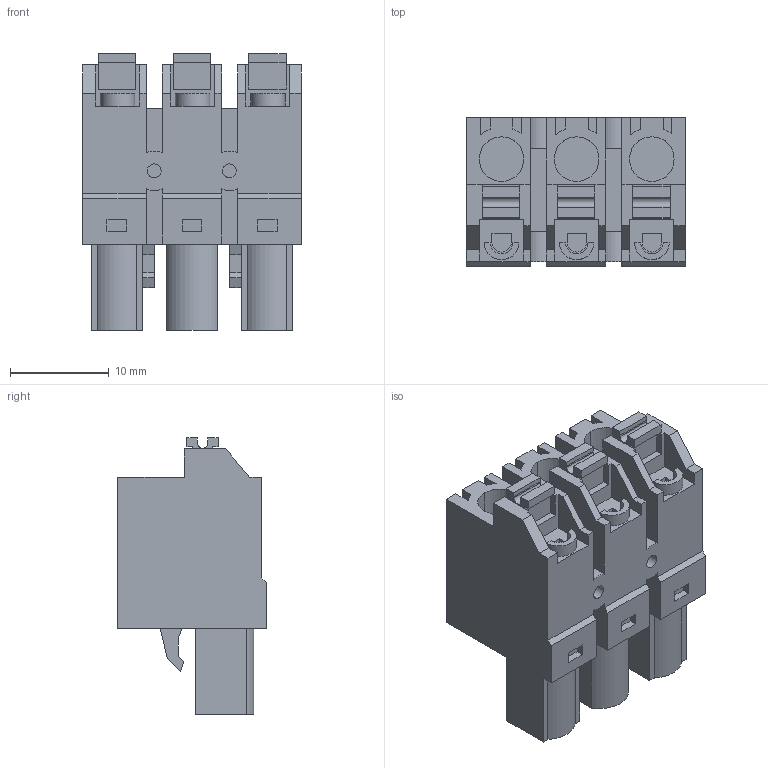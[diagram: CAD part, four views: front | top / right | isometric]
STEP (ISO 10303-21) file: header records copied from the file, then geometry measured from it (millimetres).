
FILE_DESCRIPTION(('CATIA V5 STEP Exchange','CAx-IF Rec.Pracs.--- Model Styling and Organization---1.2---2011-12-15'),'2;1');
FILE_NAME ('D1447614_0_1043800000_1043800000.stp','2017-04-08T12:37:01+00:00',('none'),('Weidmueller'),'CATIA Version 5-6 Release 2014','CATIA V5 STEP AP214','none');
FILE_SCHEMA(('AUTOMOTIVE_DESIGN { 1 0 10303 214 1 1 1 1 }'));
Length unit declared in the file: millimetre
Products named in the file (1): 1043800000
Bounding box: 22.18 x 15.05 x 28.07 mm (x, y, z)
Volume: 5289.3 mm3; surface area: 3674.7 mm2
Topology: 4 solids, 4 shells, 301 faces, 834 edges, 568 vertices
Faces by surface type: plane 246, cylinder 53, extrusion 2
Entity records: 9510 total; most frequent: CARTESIAN_POINT 2019, ORIENTED_EDGE 1668, DIRECTION 1291, EDGE_CURVE 834, VECTOR 694, LINE 692, VERTEX_POINT 568, AXIS2_PLACEMENT_3D 356
